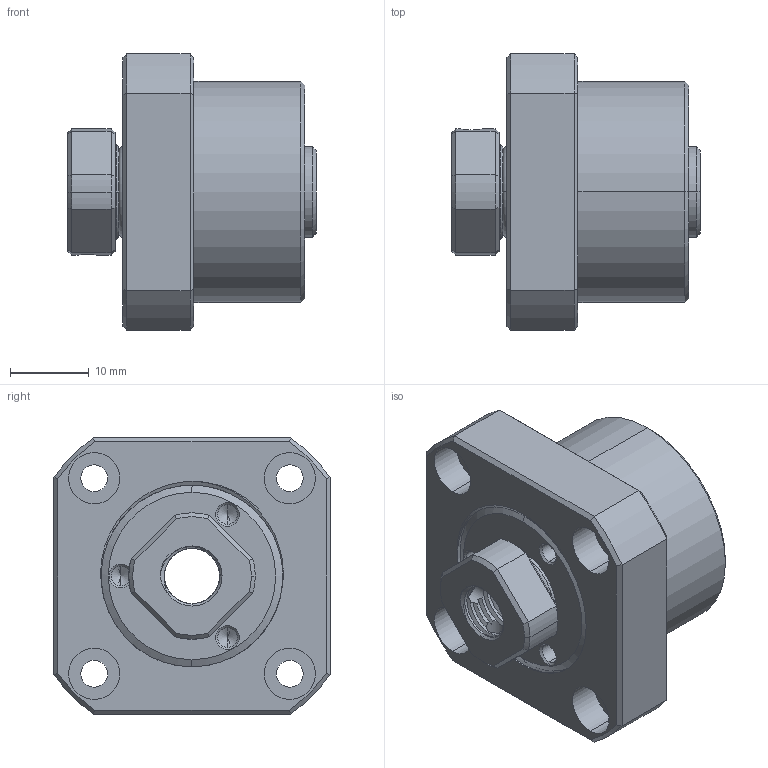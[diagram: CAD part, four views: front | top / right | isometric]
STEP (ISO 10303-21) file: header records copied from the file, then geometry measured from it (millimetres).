
FILE_DESCRIPTION (( 'STEP AP203' ), '1' );
FILE_NAME ('FK08²Õ¦X.STEP', '2010-07-02T01:34:18', ( '' ), ( '' ), 'SwSTEP 2.0', 'SolidWorks 2008', '' );
FILE_SCHEMA (( 'CONFIG_CONTROL_DESIGN' ));
Length unit declared in the file: millimetre
Products named in the file (1): FK08組合
Bounding box: 31.5 x 35 x 35 mm (x, y, z)
Volume: 16242.5 mm3; surface area: 16964.2 mm2
Topology: 30 solids, 30 shells, 1449 faces, 3358 edges, 1893 vertices
Faces by surface type: cylinder 454, torus 262, sphere 252, bspline 213, plane 200, cone 68
Entity records: 53581 total; most frequent: CARTESIAN_POINT 23148, DIRECTION 6753, ORIENTED_EDGE 6276, EDGE_CURVE 3138, AXIS2_PLACEMENT_3D 3002, VERTEX_POINT 1767, CIRCLE 1765, EDGE_LOOP 1511
